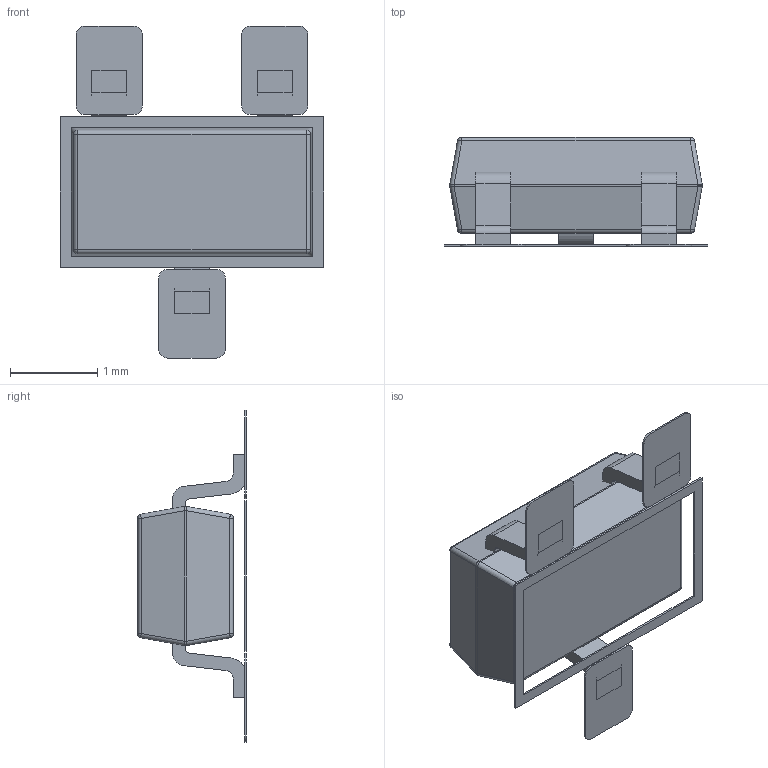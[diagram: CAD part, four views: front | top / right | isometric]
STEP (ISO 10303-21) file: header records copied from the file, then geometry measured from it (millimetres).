
FILE_DESCRIPTION (( 'STEP AP214' ), '1' );
FILE_NAME ('SOT23.STEP', '2022-02-06T03:40:50', ( '' ), ( '' ), 'SwSTEP 2.0', 'SolidWorks 2020', '' );
FILE_SCHEMA (( 'AUTOMOTIVE_DESIGN' ));
Length unit declared in the file: millimetre
Products named in the file (1): SOT23
Bounding box: 3.03 x 1.25 x 3.81 mm (x, y, z)
Volume: 4.9 mm3; surface area: 28.8 mm2
Topology: 8 solids, 8 shells, 204 faces, 511 edges, 322 vertices
Faces by surface type: plane 89, bspline 57, cylinder 44, sphere 14
Entity records: 11200 total; most frequent: CARTESIAN_POINT 4343, ORIENTED_EDGE 1006, DIRECTION 779, EDGE_CURVE 503, VERTEX_POINT 322, VECTOR 295, LINE 295, AXIS2_PLACEMENT_3D 242
